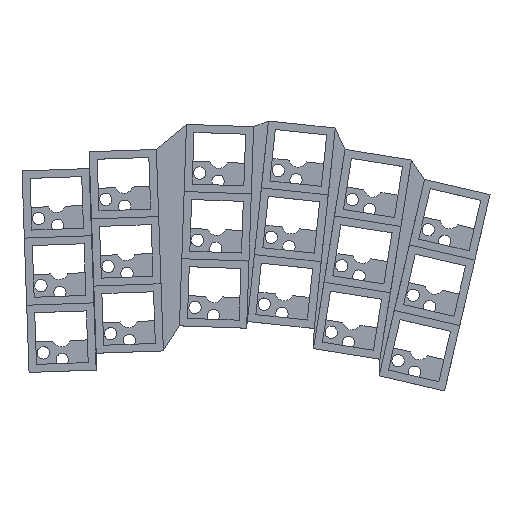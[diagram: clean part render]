
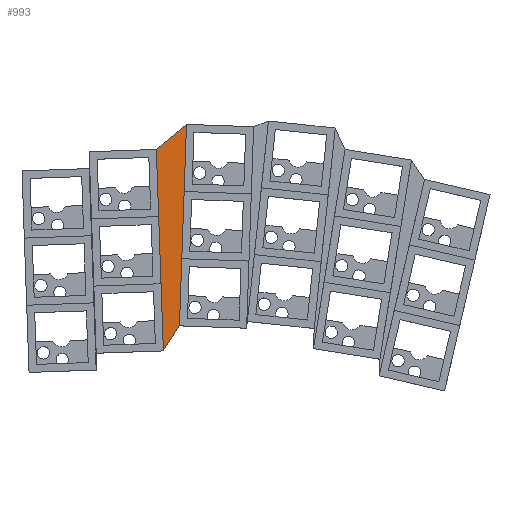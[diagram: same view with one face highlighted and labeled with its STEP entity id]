
A CAD part, top view. The second image highlights one B-rep face of the part: STEP entity #993.
In plain terms, the highlighted planar face has unit normal (0, 0, 1).
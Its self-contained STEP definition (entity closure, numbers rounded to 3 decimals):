
#156=FACE_OUTER_BOUND('',#218,.T.);
#218=EDGE_LOOP('',(#808,#809,#810,#811));
#301=LINE('',#1530,#415);
#304=LINE('',#1536,#418);
#306=LINE('',#1541,#420);
#309=LINE('',#1545,#423);
#415=VECTOR('',#1244,10.);
#418=VECTOR('',#1249,1.);
#420=VECTOR('',#1253,1.);
#423=VECTOR('',#1258,10.);
#513=VERTEX_POINT('',#1524);
#515=VERTEX_POINT('',#1528);
#517=VERTEX_POINT('',#1533);
#519=VERTEX_POINT('',#1539);
#615=EDGE_CURVE('',#513,#515,#301,.T.);
#618=EDGE_CURVE('',#517,#513,#304,.T.);
#620=EDGE_CURVE('',#515,#519,#306,.T.);
#623=EDGE_CURVE('',#519,#517,#309,.T.);
#808=ORIENTED_EDGE('',*,*,#620,.T.);
#809=ORIENTED_EDGE('',*,*,#623,.T.);
#810=ORIENTED_EDGE('',*,*,#618,.T.);
#811=ORIENTED_EDGE('',*,*,#615,.T.);
#938=PLANE('',#1075);
#993=ADVANCED_FACE('',(#156),#938,.F.);
#1075=AXIS2_PLACEMENT_3D('',#1546,#1259,#1260);
#1244=DIRECTION('',(-0.769,-0.639,0.));
#1249=DIRECTION('',(0.035,0.999,0.));
#1253=DIRECTION('',(0.035,-0.999,0.));
#1258=DIRECTION('',(0.541,0.841,0.));
#1259=DIRECTION('center_axis',(0.,0.,
-1.));
#1260=DIRECTION('ref_axis',(-1.,0.,0.));
#1524=CARTESIAN_POINT('',(47.216,3.798,0.));
#1528=CARTESIAN_POINT('',(39.135,-2.91,0.));
#1530=CARTESIAN_POINT('',(47.216,3.798,0.));
#1533=CARTESIAN_POINT('',(45.332,-50.169,0.));
#1536=CARTESIAN_POINT('',(45.96,-32.18,0.));
#1539=CARTESIAN_POINT('',(41.02,-56.877,0.));
#1541=CARTESIAN_POINT('',(39.755,-20.649,0.));
#1545=CARTESIAN_POINT('',(41.02,-56.877,0.));
#1546=CARTESIAN_POINT('Origin',(41.02,-56.877,0.));
